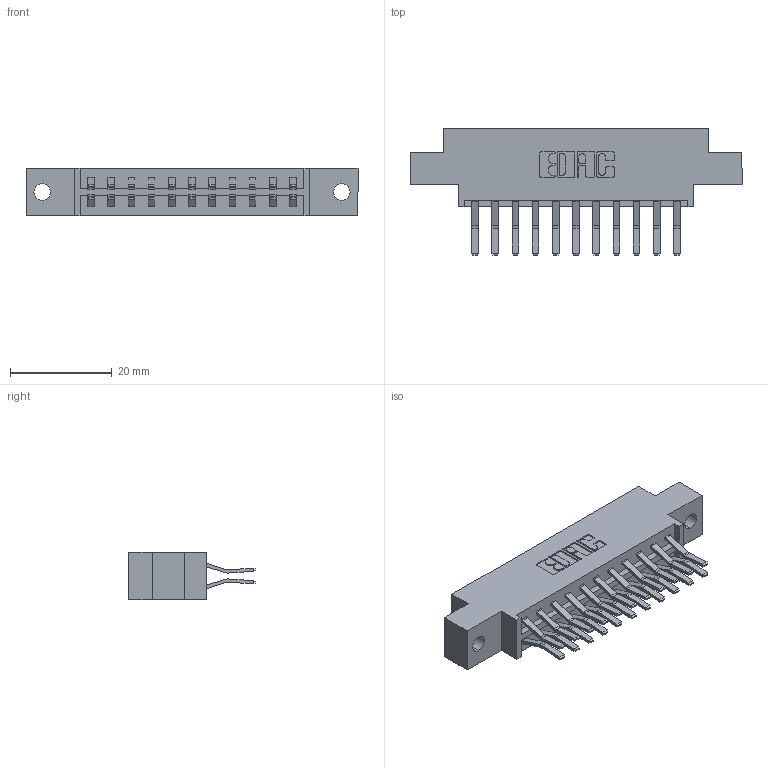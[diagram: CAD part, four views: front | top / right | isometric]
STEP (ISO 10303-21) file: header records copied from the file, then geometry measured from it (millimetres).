
FILE_DESCRIPTION (( 'STEP AP203' ), '1' );
FILE_NAME ('333-022-560-802.STEP', '2018-08-02T03:03:56', ( '' ), ( '' ), 'SwSTEP 2.0', 'SolidWorks 2016', '' );
FILE_SCHEMA (( 'CONFIG_CONTROL_DESIGN' ));
Length unit declared in the file: inch
Products named in the file (3): 333 Part_Offset - .128 Dia; 345-292-001_560 Tail; 333-022-560-802
Assembly tree (23 placements, depth 2):
  333-022-560-802
    333 Part_Offset - .128 Dia
    345-292-001_560 Tail  x22
Bounding box: 65.13 x 24.78 x 9.4 mm (x, y, z)
Volume: 6238.8 mm3; surface area: 7401.5 mm2
Topology: 23 solids, 23 shells, 1306 faces, 3865 edges, 2546 vertices
Faces by surface type: plane 866, cylinder 440
Entity records: 11309 total; most frequent: CARTESIAN_POINT 1914, ORIENTED_EDGE 1850, DIRECTION 1693, EDGE_CURVE 925, VECTOR 793, LINE 793, VERTEX_POINT 614, AXIS2_PLACEMENT_3D 450
